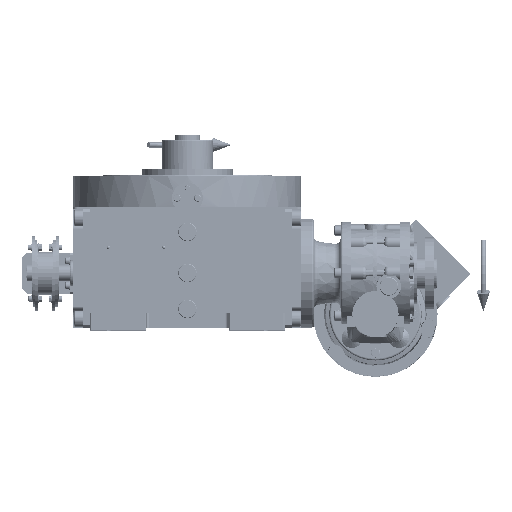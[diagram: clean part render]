
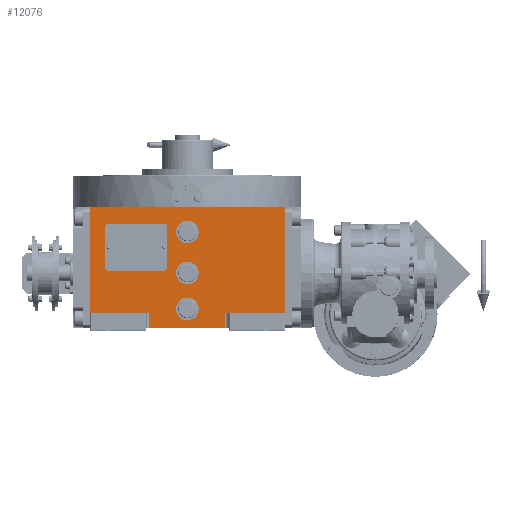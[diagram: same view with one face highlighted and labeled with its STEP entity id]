
A CAD part, top view. The second image highlights one B-rep face of the part: STEP entity #12076.
In plain terms, the highlighted planar face has unit normal (0, 0, 1).
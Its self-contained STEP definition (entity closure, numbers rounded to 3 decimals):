
#869 = VERTEX_POINT ( 'NONE', #92507 ) ;
#1684 = VECTOR ( 'NONE', #54843, 1000. ) ;
#2221 = CARTESIAN_POINT ( 'NONE',  ( 0., -35., 163.5 ) ) ;
#2971 = LINE ( 'NONE', #91515, #166929 ) ;
#2990 = AXIS2_PLACEMENT_3D ( 'NONE', #51965, #143018, #130238 ) ;
#4688 = VERTEX_POINT ( 'NONE', #85066 ) ;
#5850 = VECTOR ( 'NONE', #59645, 1000. ) ;
#12007 = ORIENTED_EDGE ( 'NONE', *, *, #110751, .F. ) ;
#12076 = ADVANCED_FACE ( 'NONE', ( #55336, #18719, #147234, #30652 ), #159079, .T. ) ;
#15539 = AXIS2_PLACEMENT_3D ( 'NONE', #145558, #133621, #68950 ) ;
#17456 = DIRECTION ( 'NONE',  ( 1., 0., 0. ) ) ;
#18719 = FACE_BOUND ( 'NONE', #30753, .T. ) ;
#18835 = CARTESIAN_POINT ( 'NONE',  ( -94.5, -38.5, 163.5 ) ) ;
#19229 = ORIENTED_EDGE ( 'NONE', *, *, #50290, .T. ) ;
#23623 = CARTESIAN_POINT ( 'NONE',  ( -94.5, -38.5, 163.5 ) ) ;
#25233 = ORIENTED_EDGE ( 'NONE', *, *, #89925, .F. ) ;
#25505 = VERTEX_POINT ( 'NONE', #167212 ) ;
#26361 = DIRECTION ( 'NONE',  ( -1., 0., 0. ) ) ;
#27763 = EDGE_CURVE ( 'NONE', #63466, #117014, #48613, .T. ) ;
#28011 = CARTESIAN_POINT ( 'NONE',  ( -11., 40., 163.5 ) ) ;
#30652 = FACE_OUTER_BOUND ( 'NONE', #122788, .T. ) ;
#30753 = EDGE_LOOP ( 'NONE', ( #12007, #92848 ) ) ;
#33273 = LINE ( 'NONE', #18835, #5850 ) ;
#33404 = ORIENTED_EDGE ( 'NONE', *, *, #27763, .T. ) ;
#33891 = DIRECTION ( 'NONE',  ( 0., 1., 0. ) ) ;
#36736 = AXIS2_PLACEMENT_3D ( 'NONE', #113730, #49037, #100940 ) ;
#36943 = EDGE_CURVE ( 'NONE', #46227, #142294, #152384, .T. ) ;
#38077 = EDGE_CURVE ( 'NONE', #143483, #56512, #103772, .T. ) ;
#39452 = DIRECTION ( 'NONE',  ( 1., 0., 0. ) ) ;
#43467 = ORIENTED_EDGE ( 'NONE', *, *, #38077, .F. ) ;
#43825 = DIRECTION ( 'NONE',  ( 0., 0., 1. ) ) ;
#46227 = VERTEX_POINT ( 'NONE', #129852 ) ;
#48503 = EDGE_CURVE ( 'NONE', #129392, #61036, #104366, .T. ) ;
#48613 = LINE ( 'NONE', #100521, #106852 ) ;
#49037 = DIRECTION ( 'NONE',  ( 0., 0., 1. ) ) ;
#50290 = EDGE_CURVE ( 'NONE', #108147, #61036, #33273, .T. ) ;
#51723 = EDGE_LOOP ( 'NONE', ( #25233, #76517 ) ) ;
#51965 = CARTESIAN_POINT ( 'NONE',  ( 0., 0., 163.5 ) ) ;
#52738 = CARTESIAN_POINT ( 'NONE',  ( 37., -38.5, 163.5 ) ) ;
#54843 = DIRECTION ( 'NONE',  ( 1., 0., 0. ) ) ;
#55336 = FACE_BOUND ( 'NONE', #51723, .T. ) ;
#55623 = CARTESIAN_POINT ( 'NONE',  ( -37., -53.5, 163.5 ) ) ;
#56512 = VERTEX_POINT ( 'NONE', #157884 ) ;
#59645 = DIRECTION ( 'NONE',  ( 1., 0., 0. ) ) ;
#59954 = VECTOR ( 'NONE', #118226, 1000. ) ;
#61036 = VERTEX_POINT ( 'NONE', #107628 ) ;
#63466 = VERTEX_POINT ( 'NONE', #154119 ) ;
#66215 = ORIENTED_EDGE ( 'NONE', *, *, #143683, .F. ) ;
#67971 = CARTESIAN_POINT ( 'NONE',  ( -11., 0., 163.5 ) ) ;
#68950 = DIRECTION ( 'NONE',  ( 1., 0., 0. ) ) ;
#70116 = CARTESIAN_POINT ( 'NONE',  ( -37., -53.5, 163.5 ) ) ;
#73777 = DIRECTION ( 'NONE',  ( -1., 0., 0. ) ) ;
#74610 = DIRECTION ( 'NONE',  ( 0., 0., 1. ) ) ;
#76517 = ORIENTED_EDGE ( 'NONE', *, *, #108488, .F. ) ;
#78189 = CARTESIAN_POINT ( 'NONE',  ( 0., 40., 163.5 ) ) ;
#79033 = AXIS2_PLACEMENT_3D ( 'NONE', #78189, #131780, #118200 ) ;
#79168 = CARTESIAN_POINT ( 'NONE',  ( -94.5, -38.5, 163.5 ) ) ;
#81064 = VECTOR ( 'NONE', #39452, 1000. ) ;
#85066 = CARTESIAN_POINT ( 'NONE',  ( -11., -35., 163.5 ) ) ;
#86330 = AXIS2_PLACEMENT_3D ( 'NONE', #2221, #43825, #17456 ) ;
#87752 = DIRECTION ( 'NONE',  ( 0., 1., 0. ) ) ;
#88039 = CARTESIAN_POINT ( 'NONE',  ( -94.5, 64.5, 163.5 ) ) ;
#88392 = CIRCLE ( 'NONE', #36736, 11. ) ;
#89925 = EDGE_CURVE ( 'NONE', #25505, #140191, #144368, .T. ) ;
#90713 = AXIS2_PLACEMENT_3D ( 'NONE', #138460, #74610, #73777 ) ;
#91077 = CARTESIAN_POINT ( 'NONE',  ( 0., -35., 163.5 ) ) ;
#91515 = CARTESIAN_POINT ( 'NONE',  ( 37., -38.5, 163.5 ) ) ;
#91640 = DIRECTION ( 'NONE',  ( 0., 1., 0. ) ) ;
#92507 = CARTESIAN_POINT ( 'NONE',  ( 11., -35., 163.5 ) ) ;
#92848 = ORIENTED_EDGE ( 'NONE', *, *, #119827, .F. ) ;
#93326 = CARTESIAN_POINT ( 'NONE',  ( -37., -53.5, 163.5 ) ) ;
#97608 = ORIENTED_EDGE ( 'NONE', *, *, #144372, .T. ) ;
#100521 = CARTESIAN_POINT ( 'NONE',  ( 94.5, -38.5, 163.5 ) ) ;
#100940 = DIRECTION ( 'NONE',  ( -1., 0., 0. ) ) ;
#101669 = ORIENTED_EDGE ( 'NONE', *, *, #106063, .T. ) ;
#102880 = CIRCLE ( 'NONE', #124631, 11. ) ;
#103772 = LINE ( 'NONE', #144596, #59954 ) ;
#104366 = LINE ( 'NONE', #93326, #157507 ) ;
#104556 = EDGE_LOOP ( 'NONE', ( #137921, #125200 ) ) ;
#106063 = EDGE_CURVE ( 'NONE', #143483, #63466, #2971, .T. ) ;
#106852 = VECTOR ( 'NONE', #87752, 1000. ) ;
#107628 = CARTESIAN_POINT ( 'NONE',  ( -37., -38.5, 163.5 ) ) ;
#108147 = VERTEX_POINT ( 'NONE', #79168 ) ;
#108488 = EDGE_CURVE ( 'NONE', #140191, #25505, #88392, .T. ) ;
#110751 = EDGE_CURVE ( 'NONE', #869, #4688, #146090, .T. ) ;
#111020 = CARTESIAN_POINT ( 'NONE',  ( -94.5, 64.5, 163.5 ) ) ;
#113568 = VERTEX_POINT ( 'NONE', #111020 ) ;
#113730 = CARTESIAN_POINT ( 'NONE',  ( 0., 0., 163.5 ) ) ;
#117014 = VERTEX_POINT ( 'NONE', #158864 ) ;
#118200 = DIRECTION ( 'NONE',  ( 1., 0., 0. ) ) ;
#118226 = DIRECTION ( 'NONE',  ( 0., -1., 0. ) ) ;
#119827 = EDGE_CURVE ( 'NONE', #4688, #869, #102880, .T. ) ;
#122788 = EDGE_LOOP ( 'NONE', ( #97608, #43467, #101669, #33404, #144864, #66215, #19229, #133287 ) ) ;
#124631 = AXIS2_PLACEMENT_3D ( 'NONE', #91077, #142947, #26361 ) ;
#125200 = ORIENTED_EDGE ( 'NONE', *, *, #153945, .F. ) ;
#126401 = VECTOR ( 'NONE', #33891, 1000. ) ;
#129392 = VERTEX_POINT ( 'NONE', #55623 ) ;
#129852 = CARTESIAN_POINT ( 'NONE',  ( 11., 40., 163.5 ) ) ;
#130238 = DIRECTION ( 'NONE',  ( 1., 0., 0. ) ) ;
#131780 = DIRECTION ( 'NONE',  ( 0., 0., 1. ) ) ;
#132274 = DIRECTION ( 'NONE',  ( 1., 0., 0. ) ) ;
#133287 = ORIENTED_EDGE ( 'NONE', *, *, #48503, .F. ) ;
#133621 = DIRECTION ( 'NONE',  ( 0., 0., 1. ) ) ;
#137921 = ORIENTED_EDGE ( 'NONE', *, *, #36943, .F. ) ;
#138460 = CARTESIAN_POINT ( 'NONE',  ( 0., 40., 163.5 ) ) ;
#138537 = LINE ( 'NONE', #23623, #126401 ) ;
#140191 = VERTEX_POINT ( 'NONE', #67971 ) ;
#142294 = VERTEX_POINT ( 'NONE', #28011 ) ;
#142947 = DIRECTION ( 'NONE',  ( 0., 0., 1. ) ) ;
#143018 = DIRECTION ( 'NONE',  ( 0., 0., 1. ) ) ;
#143483 = VERTEX_POINT ( 'NONE', #52738 ) ;
#143683 = EDGE_CURVE ( 'NONE', #108147, #113568, #138537, .T. ) ;
#144368 = CIRCLE ( 'NONE', #2990, 11. ) ;
#144372 = EDGE_CURVE ( 'NONE', #129392, #56512, #146725, .T. ) ;
#144596 = CARTESIAN_POINT ( 'NONE',  ( 37., -38.5, 163.5 ) ) ;
#144864 = ORIENTED_EDGE ( 'NONE', *, *, #146920, .F. ) ;
#145558 = CARTESIAN_POINT ( 'NONE',  ( -94.5, -53.5, 163.5 ) ) ;
#146090 = CIRCLE ( 'NONE', #86330, 11. ) ;
#146725 = LINE ( 'NONE', #70116, #1684 ) ;
#146920 = EDGE_CURVE ( 'NONE', #113568, #117014, #152670, .T. ) ;
#147234 = FACE_BOUND ( 'NONE', #104556, .T. ) ;
#152384 = CIRCLE ( 'NONE', #79033, 11. ) ;
#152670 = LINE ( 'NONE', #88039, #81064 ) ;
#153945 = EDGE_CURVE ( 'NONE', #142294, #46227, #163994, .T. ) ;
#154119 = CARTESIAN_POINT ( 'NONE',  ( 94.5, -38.5, 163.5 ) ) ;
#157507 = VECTOR ( 'NONE', #91640, 1000. ) ;
#157884 = CARTESIAN_POINT ( 'NONE',  ( 37., -53.5, 163.5 ) ) ;
#158864 = CARTESIAN_POINT ( 'NONE',  ( 94.5, 64.5, 163.5 ) ) ;
#159079 = PLANE ( 'NONE',  #15539 ) ;
#163994 = CIRCLE ( 'NONE', #90713, 11. ) ;
#166929 = VECTOR ( 'NONE', #132274, 1000. ) ;
#167212 = CARTESIAN_POINT ( 'NONE',  ( 11., 0., 163.5 ) ) ;
